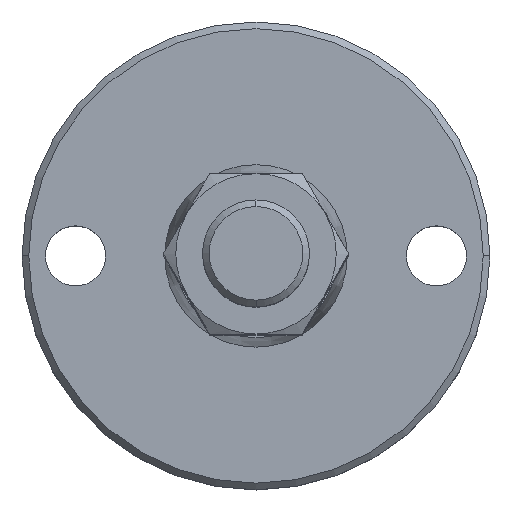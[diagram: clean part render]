
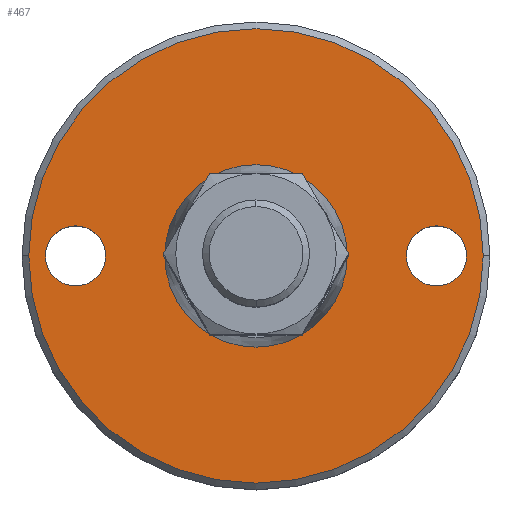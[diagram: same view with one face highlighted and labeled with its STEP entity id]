
A CAD part, top view. The second image highlights one B-rep face of the part: STEP entity #467.
In plain terms, the highlighted planar face has unit normal (0, 0, 1).
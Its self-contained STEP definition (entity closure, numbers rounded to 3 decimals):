
#371=EDGE_CURVE('',#595,#591,#1014,.T.);
#425=VERTEX_POINT('',#1073);
#451=EDGE_CURVE('',#567,#513,#1103,.T.);
#467=ADVANCED_FACE('',(#1120,#1121,#1122,#1123),#1124,.T.);
#495=VERTEX_POINT('',#1157);
#513=VERTEX_POINT('',#1181);
#561=EDGE_CURVE('',#891,#495,#1232,.T.);
#567=VERTEX_POINT('',#1238);
#583=EDGE_CURVE('',#591,#595,#1256,.T.);
#591=VERTEX_POINT('',#1264);
#595=VERTEX_POINT('',#1269);
#709=EDGE_CURVE('',#513,#567,#1397,.T.);
#755=EDGE_CURVE('',#495,#891,#1449,.T.);
#801=EDGE_CURVE('',#425,#815,#1502,.T.);
#813=EDGE_CURVE('',#815,#425,#1517,.T.);
#815=VERTEX_POINT('',#1519);
#891=VERTEX_POINT('',#1607);
#1014=CIRCLE('',#1733,34.);
#1073=CARTESIAN_POINT('',(13.65,0.,13.5));
#1103=CIRCLE('',#1882,4.5);
#1120=FACE_BOUND('',#1923,.T.);
#1121=FACE_BOUND('',#1924,.T.);
#1122=FACE_BOUND('',#1925,.T.);
#1123=FACE_OUTER_BOUND('',#1926,.T.);
#1124=PLANE('',#1927);
#1157=CARTESIAN_POINT('',(-31.5,0.0,13.5));
#1181=CARTESIAN_POINT('',(31.5,0.,13.5));
#1232=CIRCLE('',#2118,4.5);
#1238=CARTESIAN_POINT('',(22.5,0.0,13.5));
#1256=CIRCLE('',#2160,34.);
#1264=CARTESIAN_POINT('',(-34.,0.,13.5));
#1269=CARTESIAN_POINT('',(34.0,0.,13.5));
#1397=CIRCLE('',#2435,4.5);
#1449=CIRCLE('',#2545,4.5);
#1502=CIRCLE('',#2643,13.65);
#1517=CIRCLE('',#2670,13.65);
#1519=CARTESIAN_POINT('',(-13.65,0.,13.5));
#1607=CARTESIAN_POINT('',(-22.5,0.,13.5));
#1733=AXIS2_PLACEMENT_3D('',#3050,#3051,#3052);
#1882=AXIS2_PLACEMENT_3D('',#3176,#3177,#3178);
#1923=EDGE_LOOP('',(#3189,#3190));
#1924=EDGE_LOOP('',(#3191,#3192));
#1925=EDGE_LOOP('',(#3193,#3194));
#1926=EDGE_LOOP('',(#3195,#3196));
#1927=AXIS2_PLACEMENT_3D('',#3197,#3198,#3199);
#2118=AXIS2_PLACEMENT_3D('',#3315,#3316,#3317);
#2160=AXIS2_PLACEMENT_3D('',#3346,#3347,#3348);
#2435=AXIS2_PLACEMENT_3D('',#3500,#3501,#3502);
#2545=AXIS2_PLACEMENT_3D('',#3565,#3566,#3567);
#2643=AXIS2_PLACEMENT_3D('',#3635,#3636,#3637);
#2670=AXIS2_PLACEMENT_3D('',#3656,#3657,#3658);
#3050=CARTESIAN_POINT('',(0.,0.,13.5));
#3051=DIRECTION('',(0.,0.,1.0));
#3052=DIRECTION('',(-1.0,0.,0.));
#3176=CARTESIAN_POINT('',(27.0,0.,13.5));
#3177=DIRECTION('',(0.,0.,-1.0));
#3178=DIRECTION('',(1.0,0.,0.));
#3189=ORIENTED_EDGE('',*,*,#451,.T.);
#3190=ORIENTED_EDGE('',*,*,#709,.T.);
#3191=ORIENTED_EDGE('',*,*,#755,.T.);
#3192=ORIENTED_EDGE('',*,*,#561,.T.);
#3193=ORIENTED_EDGE('',*,*,#813,.F.);
#3194=ORIENTED_EDGE('',*,*,#801,.F.);
#3195=ORIENTED_EDGE('',*,*,#583,.T.);
#3196=ORIENTED_EDGE('',*,*,#371,.T.);
#3197=CARTESIAN_POINT('',(-23.825,0.,13.5));
#3198=DIRECTION('',(0.,0.,1.0));
#3199=DIRECTION('',(-1.0,0.,0.0));
#3315=CARTESIAN_POINT('',(-27.0,0.,13.5));
#3316=DIRECTION('',(0.,0.,-1.0));
#3317=DIRECTION('',(1.0,0.,0.));
#3346=CARTESIAN_POINT('',(0.,0.,13.5));
#3347=DIRECTION('',(0.,0.,1.0));
#3348=DIRECTION('',(-1.0,0.,0.));
#3500=CARTESIAN_POINT('',(27.0,0.,13.5));
#3501=DIRECTION('',(0.,0.,-1.0));
#3502=DIRECTION('',(1.0,0.,0.));
#3565=CARTESIAN_POINT('',(-27.0,0.,13.5));
#3566=DIRECTION('',(0.,0.,-1.0));
#3567=DIRECTION('',(1.0,0.,0.));
#3635=CARTESIAN_POINT('',(0.,0.,13.5));
#3636=DIRECTION('',(0.,0.,1.0));
#3637=DIRECTION('',(-1.0,0.,0.));
#3656=CARTESIAN_POINT('',(0.,0.,13.5));
#3657=DIRECTION('',(0.,0.,1.0));
#3658=DIRECTION('',(-1.0,0.,0.));
